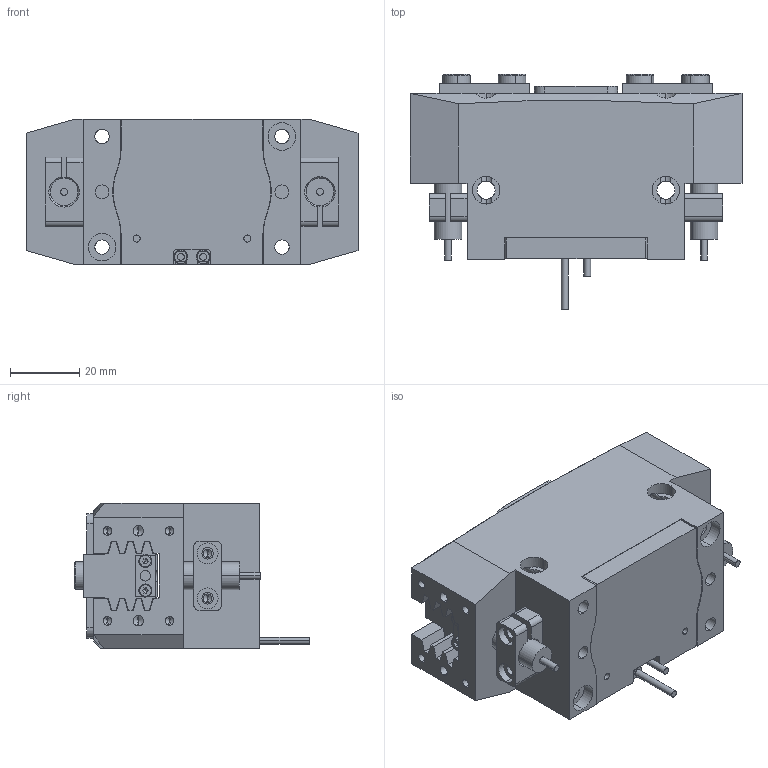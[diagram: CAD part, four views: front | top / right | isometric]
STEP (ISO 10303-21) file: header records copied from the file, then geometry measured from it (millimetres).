
FILE_DESCRIPTION (( 'STEP AP203' ), '1' );
FILE_NAME ('FR33-96-S.STEP', '2025-01-17T08:03:49', ( 'USER-' ), ( 'Microsoft' ), 'SwSTEP 2.0', 'SolidWorks 2018', '' );
FILE_SCHEMA (( 'CONFIG_CONTROL_DESIGN' ));
Length unit declared in the file: millimetre
Products named in the file (13): 笢猾啣; TRT30-S 賑輸; 菁裔啣; FR33-96-S; ﾏ擎ﾗ8｡ﾁ6; 16x8-R1.5; 揤輸蚾饜极; 褲极; 埴翐芛_GB_FASTENER_SCREWS_HSHCS M2X8-N; 揤輸杅耀.sldasm-Part-9; 棠羲換覜ん; TR30-80 杅耀.sldasm-Part-25; P-GS-T-01 喘倛蚚標釱
Assembly tree (21 placements, depth 3):
  FR33-96-S
    褲极
    笢猾啣
    TRT30-S 賑輸  x2
    菁裔啣
    16x8-R1.5
    揤輸蚾饜极  x2
      揤輸杅耀.sldasm-Part-9
      埴翐芛_GB_FASTENER_SCREWS_HSHCS M2X8-N
    TR30-80 杅耀.sldasm-Part-25  x2
    P-GS-T-01 喘倛蚚標釱  x2
    棠羲換覜ん  x2
    ﾏ擎ﾗ8｡ﾁ6  x4
Bounding box: 96 x 67.96 x 42.1 mm (x, y, z)
Volume: 149400.8 mm3; surface area: 55897.6 mm2
Topology: 22 solids, 32 shells, 1254 faces, 3263 edges, 2078 vertices
Faces by surface type: plane 590, cylinder 353, bspline 155, cone 148, torus 8
Entity records: 37457 total; most frequent: CARTESIAN_POINT 12279, ORIENTED_EDGE 5090, DIRECTION 4478, EDGE_CURVE 2545, VERTEX_POINT 1676, LINE 1588, VECTOR 1588, AXIS2_PLACEMENT_3D 1445
